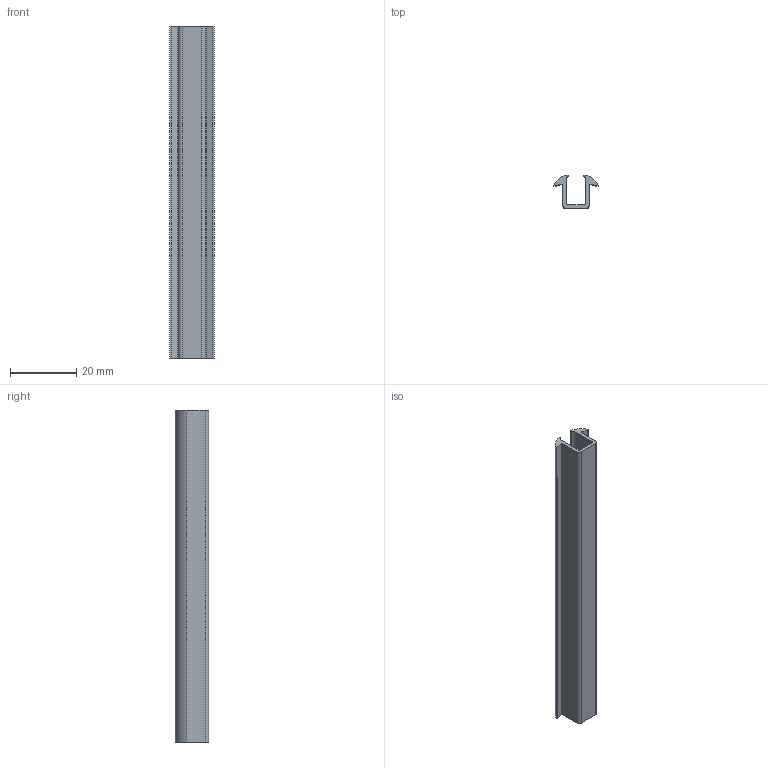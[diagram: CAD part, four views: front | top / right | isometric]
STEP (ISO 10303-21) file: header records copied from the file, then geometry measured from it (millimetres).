
FILE_DESCRIPTION(('Creo Elements/Direct Modeling STEP Export'),'2;1');
FILE_NAME('33.0320_Verglasungsprofil-MMS-33_1teilig-5mm.stp','2022-03-18T13:58:30',(''),(''),'PTC Creo Elements/Direct Modeling STEP processor for AP214 (Solid Model)','PTC Creo Elements/Direct Modeling 19.0C 15-Aug-2015 (C) Parametric Technology GmbH','');
FILE_SCHEMA(('AUTOMOTIVE_DESIGN { 1 0 10303 214 1 1 1 1 }'));
Length unit declared in the file: millimetre
Products named in the file (2): Verglasungsprofil-MMS-33_1teilig-5mm_33.0320_PX176219
Assembly tree (1 placements, depth 2):
  Verglasungsprofil-MMS-33_1teilig-5mm_33.0320_PX176219
    Verglasungsprofil-MMS-33_1teilig-5mm_33.0320_PX176219
Bounding box: 13.5 x 10 x 100 mm (x, y, z)
Volume: 3476 mm3; surface area: 6314.2 mm2
Topology: 1 solids, 1 shells, 24 faces, 66 edges, 44 vertices
Faces by surface type: plane 14, cylinder 10
Entity records: 815 total; most frequent: DIRECTION 138, CARTESIAN_POINT 136, ORIENTED_EDGE 132, EDGE_CURVE 66, AXIS2_PLACEMENT_3D 46, VECTOR 46, LINE 46, VERTEX_POINT 44
